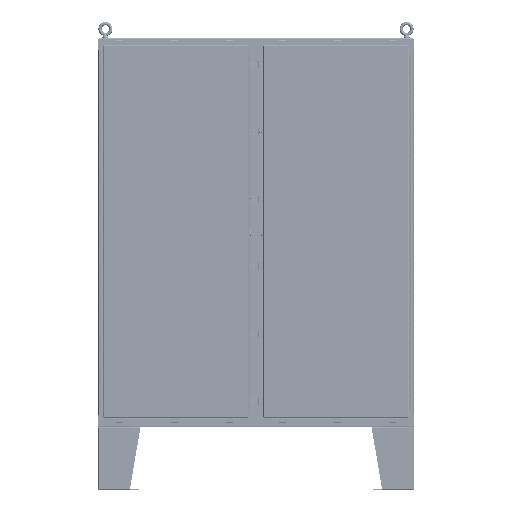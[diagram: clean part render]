
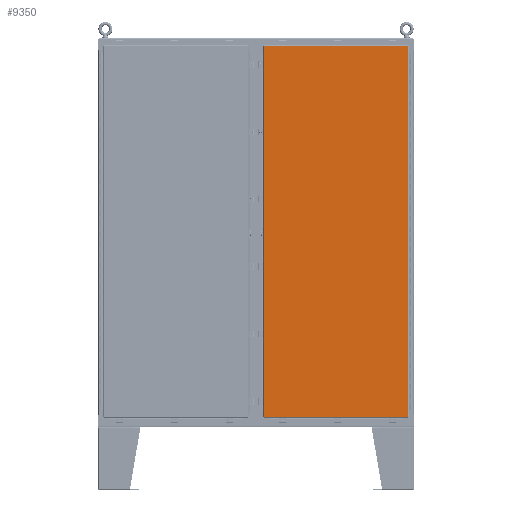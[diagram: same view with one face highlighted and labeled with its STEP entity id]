
A CAD part, top view. The second image highlights one B-rep face of the part: STEP entity #9350.
In plain terms, the highlighted planar face has unit normal (0, 0, 1).
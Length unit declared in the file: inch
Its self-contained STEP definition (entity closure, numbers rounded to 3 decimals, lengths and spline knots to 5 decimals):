
#493 = FACE_OUTER_BOUND ( 'NONE', #11389, .T. ) ;
#583 = CARTESIAN_POINT ( 'NONE',  ( 6.99987, 0.125, 0.09375 ) ) ;
#1722 = CARTESIAN_POINT ( 'NONE',  ( 20.74963, 70.875, 0.09375 ) ) ;
#2155 = DIRECTION ( 'NONE',  ( -1., 0., 0. ) ) ;
#2691 = AXIS2_PLACEMENT_3D ( 'NONE', #22463, #22448, #22408 ) ;
#3014 = CARTESIAN_POINT ( 'NONE',  ( 27.6245, 70.875, 0.09375 ) ) ;
#5233 = CARTESIAN_POINT ( 'NONE',  ( 0.125, 53.1875, 0.09375 ) ) ;
#6181 = VECTOR ( 'NONE', #21894, 39.37008 ) ;
#7115 = VERTEX_POINT ( 'NONE', #3014 ) ;
#7743 = LINE ( 'NONE', #56754, #6181 ) ;
#8183 = ORIENTED_EDGE ( 'NONE', *, *, #44754, .T. ) ;
#9350 = ADVANCED_FACE ( 'NONE', ( #493 ), #22982, .T. ) ;
#10545 = DIRECTION ( 'NONE',  ( 1., 0., 0. ) ) ;
#11389 = EDGE_LOOP ( 'NONE', ( #18351, #8183, #18625, #13803 ) ) ;
#13803 = ORIENTED_EDGE ( 'NONE', *, *, #41293, .T. ) ;
#18351 = ORIENTED_EDGE ( 'NONE', *, *, #54929, .T. ) ;
#18625 = ORIENTED_EDGE ( 'NONE', *, *, #23720, .T. ) ;
#21489 = VERTEX_POINT ( 'NONE', #64305 ) ;
#21894 = DIRECTION ( 'NONE',  ( 0., 1., 0. ) ) ;
#22408 = DIRECTION ( 'NONE',  ( 1., 0., 0. ) ) ;
#22448 = DIRECTION ( 'NONE',  ( 0., 0., 1. ) ) ;
#22463 = CARTESIAN_POINT ( 'NONE',  ( 13.87475, 35.5, 0.09375 ) ) ;
#22982 = PLANE ( 'NONE',  #2691 ) ;
#23720 = EDGE_CURVE ( 'NONE', #21489, #7115, #7743, .T. ) ;
#30917 = CARTESIAN_POINT ( 'NONE',  ( 0.125, 0.125, 0.09375 ) ) ;
#35956 = CARTESIAN_POINT ( 'NONE',  ( 0.125, 70.875, 0.09375 ) ) ;
#36628 = VECTOR ( 'NONE', #2155, 39.37008 ) ;
#41293 = EDGE_CURVE ( 'NONE', #7115, #57167, #49784, .T. ) ;
#42672 = VECTOR ( 'NONE', #45222, 39.37008 ) ;
#44444 = LINE ( 'NONE', #583, #56041 ) ;
#44754 = EDGE_CURVE ( 'NONE', #57706, #21489, #44444, .T. ) ;
#45222 = DIRECTION ( 'NONE',  ( 0., -1., 0. ) ) ;
#45796 = LINE ( 'NONE', #5233, #42672 ) ;
#49784 = LINE ( 'NONE', #1722, #36628 ) ;
#54929 = EDGE_CURVE ( 'NONE', #57167, #57706, #45796, .T. ) ;
#56041 = VECTOR ( 'NONE', #10545, 39.37008 ) ;
#56754 = CARTESIAN_POINT ( 'NONE',  ( 27.6245, 17.8125, 0.09375 ) ) ;
#57167 = VERTEX_POINT ( 'NONE', #35956 ) ;
#57706 = VERTEX_POINT ( 'NONE', #30917 ) ;
#64305 = CARTESIAN_POINT ( 'NONE',  ( 27.6245, 0.125, 0.09375 ) ) ;
